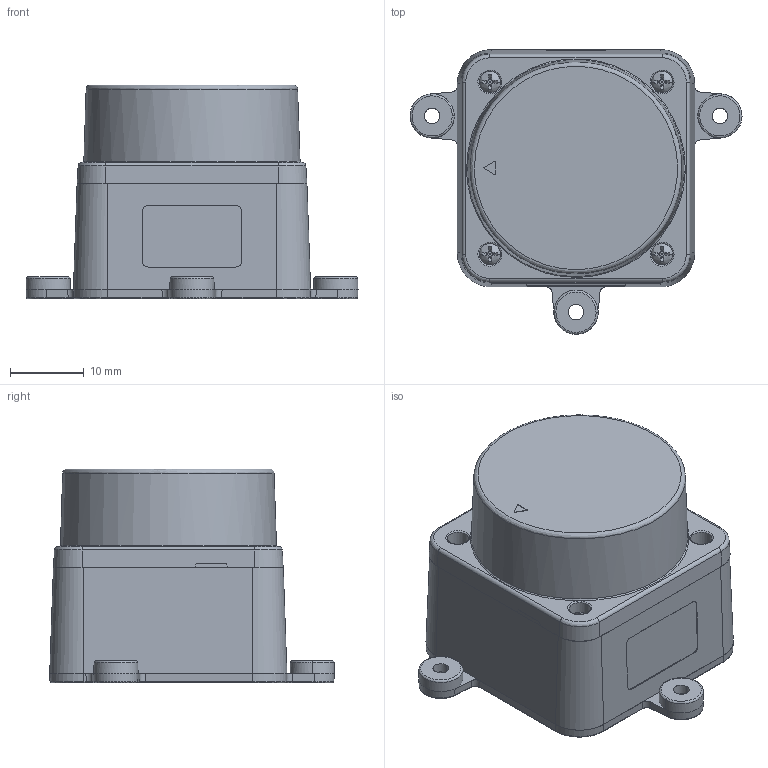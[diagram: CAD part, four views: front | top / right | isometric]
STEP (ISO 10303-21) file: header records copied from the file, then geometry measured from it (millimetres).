
FILE_DESCRIPTION(('FreeCAD Model'),'2;1');
FILE_NAME('Open CASCADE Shape Model','2025-05-03T02:47:42',('FreeCAD'),( 'FreeCAD'),'Open CASCADE STEP processor 7.6','FreeCAD','Unknown');
FILE_SCHEMA(('AUTOMOTIVE_DESIGN { 1 0 10303 214 1 1 1 1 }'));
Products named in the file (1): Open CASCADE STEP translator 7.6 1
Bounding box: 44.99 x 38.57 x 28.99 mm (x, y, z)
Volume: 6972.6 mm3; surface area: 16718.3 mm2
Topology: 7 solids, 8 shells, 3021 faces, 8192 edges, 5328 vertices
Faces by surface type: bspline 3021
Entity records: 133775 total; most frequent: CARTESIAN_POINT 85579, ORIENTED_EDGE 16342, EDGE_CURVE 8171, B_SPLINE_CURVE_WITH_KNOTS 6847, VERTEX_POINT 5328, FACE_BOUND 3235, EDGE_LOOP 3235, ADVANCED_FACE 3021
